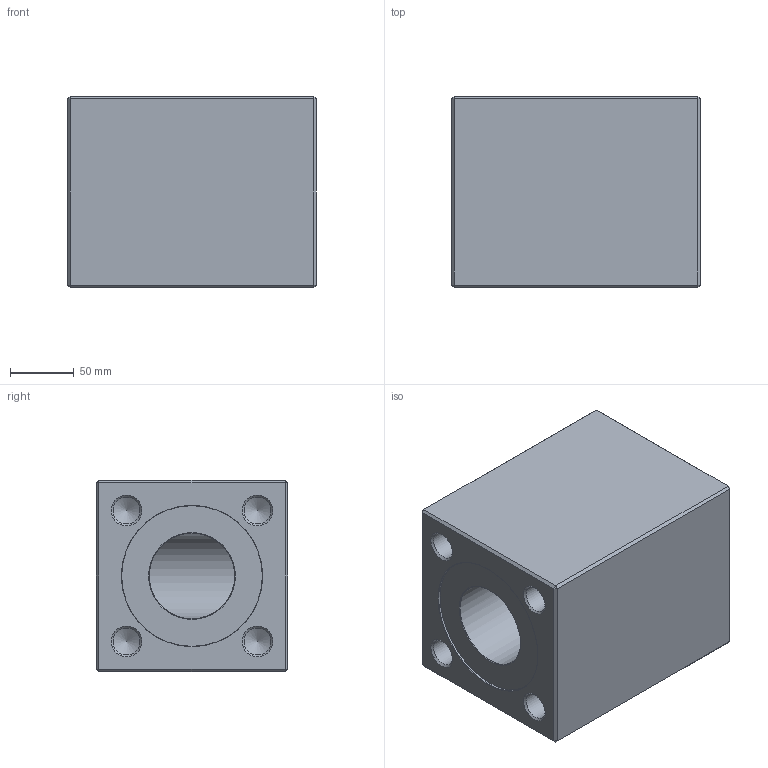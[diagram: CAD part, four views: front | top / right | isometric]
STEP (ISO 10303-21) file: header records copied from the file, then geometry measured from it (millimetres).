
FILE_DESCRIPTION(/* description */ (''),/* implementation_level */ '2;1');
FILE_NAME(/* name */ 'X-FVH065-3.stp',/* time_stamp */ '2025-01-16T13:38:55+01:00',/* author */ (''),/* organization */ (''),/* preprocessor_version */ 'ST-DEVELOPER v16',/* originating_system */ 'SIEMENS PLM Software NX 10.0',/* authorisation */ '');
FILE_SCHEMA (('CONFIG_CONTROL_DESIGN'));
Length unit declared in the file: millimetre
Products named in the file (1): X-FVH065-3
Bounding box: 195 x 150 x 150 mm (x, y, z)
Volume: 3523015.6 mm3; surface area: 219330.4 mm2
Topology: 1 solids, 1 shells, 62 faces, 138 edges, 80 vertices
Faces by surface type: plane 29, cone 20, cylinder 13
Full cylindrical faces by diameter (mm): 21 x8, 67 x2, 110.11 x2
Entity records: 1446 total; most frequent: DIRECTION 248, CARTESIAN_POINT 217, ORIENTED_EDGE 172, AXIS2_PLACEMENT_3D 100, EDGE_LOOP 97, EDGE_CURVE 86, FACE_BOUND 80, VERTEX_POINT 69
